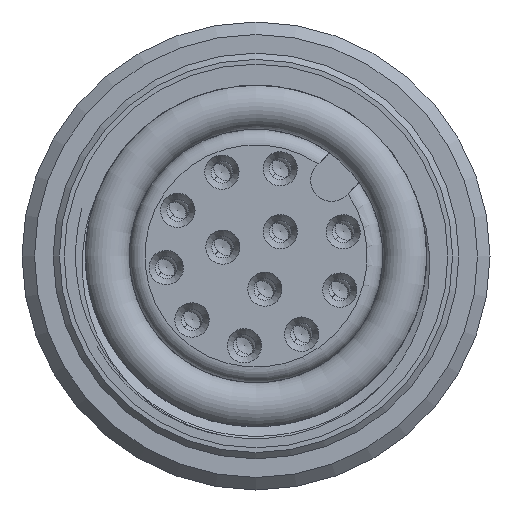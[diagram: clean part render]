
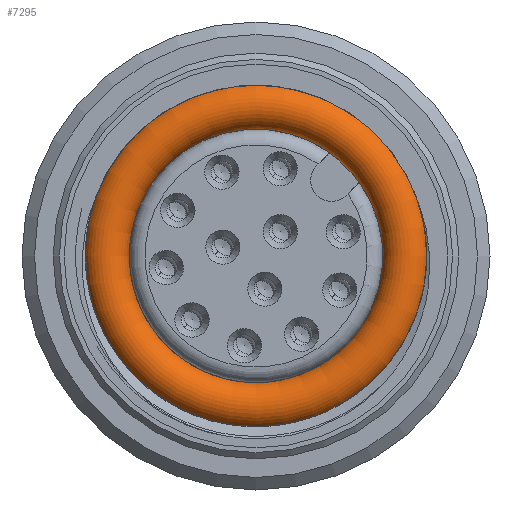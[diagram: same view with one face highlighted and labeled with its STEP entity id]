
A CAD part, front view. The second image highlights one B-rep face of the part: STEP entity #7295.
In plain terms, the highlighted toroidal (fillet/blend) face has major radius 4.812 mm and minor radius 0.75 mm.
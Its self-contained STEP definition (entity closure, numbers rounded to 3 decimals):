
#44=TOROIDAL_SURFACE($,#8316,4.812,0.75);
#1850=CIRCLE($,#8317,0.75);
#1851=CIRCLE($,#8318,5.562);
#2296=FACE_OUTER_BOUND($,#2853,.T.);
#2853=EDGE_LOOP($,(#6648,#6650,#6649,#6651));
#3672=VERTEX_POINT($,#14884);
#4682=EDGE_CURVE($,#3672,#3672,#1850,.T.);
#4683=EDGE_CURVE($,#3672,#3672,#1851,.T.);
#6648=ORIENTED_EDGE($,*,*,#4682,.T.);
#6649=ORIENTED_EDGE($,*,*,#4682,.F.);
#6650=ORIENTED_EDGE($,*,*,#4683,.T.);
#6651=ORIENTED_EDGE($,*,*,#4683,.F.);
#7295=ADVANCED_FACE($,(#2296),#44,.T.);
#8316=AXIS2_PLACEMENT_3D($,#14881,#10613,#10614);
#8317=AXIS2_PLACEMENT_3D($,#14882,#10615,#10616);
#8318=AXIS2_PLACEMENT_3D($,#14883,#10617,#10618);
#10613=DIRECTION('center_axis',(0.,-1.,0.));
#10614=DIRECTION('ref_axis',(0.,0.,-1.));
#10615=DIRECTION('center_axis',(-1.,0.,0.));
#10616=DIRECTION('ref_axis',(0.,0.,-1.));
#10617=DIRECTION('center_axis',(0.,1.,0.));
#10618=DIRECTION('ref_axis',(0.,0.,-1.));
#14881=CARTESIAN_POINT('Origin',(0.,0.,0.));
#14882=CARTESIAN_POINT('Origin',(0.,0.,-4.813));
#14883=CARTESIAN_POINT('Origin',(0.,0.,0.));
#14884=CARTESIAN_POINT('',(0.,0.,-5.562));
